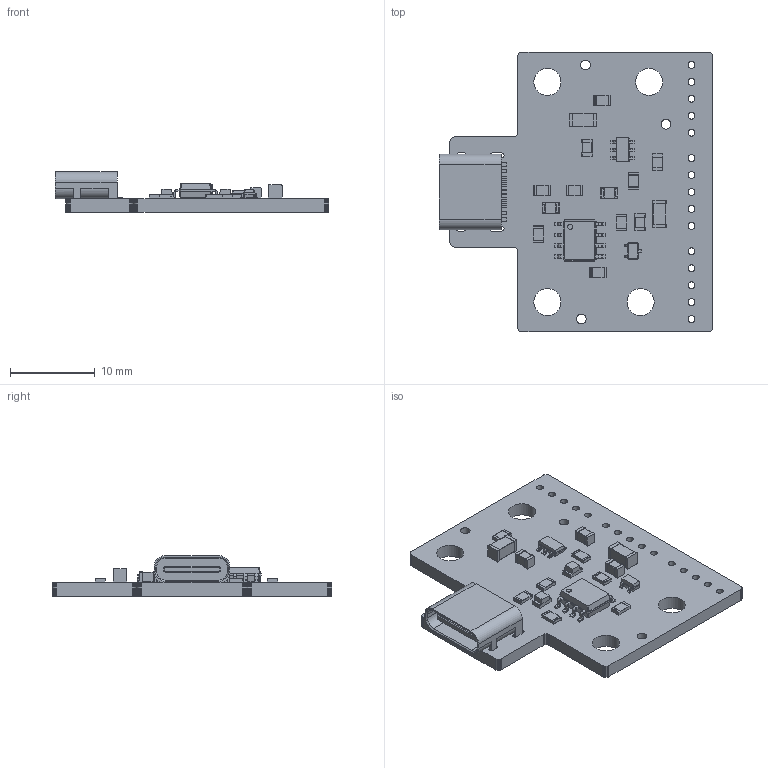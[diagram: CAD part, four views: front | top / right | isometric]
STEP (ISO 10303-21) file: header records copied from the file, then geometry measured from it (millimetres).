
FILE_DESCRIPTION(/* description */ (''),/* implementation_level */ '2;1');
FILE_NAME(/* name */ 'USB-C-3-way-splitter.step',/* time_stamp */ '2024-03-10T22:34:43-04:00',/* author */ (''),/* organization */ (''),/* preprocessor_version */ 'ST-DEVELOPER v20',/* originating_system */ 'Autodesk Translation Framework v12.20.1.177',/* authorisation */ '');
FILE_SCHEMA (('AUTOMOTIVE_DESIGN { 1 0 10303 214 3 1 1 }'));
Length unit declared in the file: millimetre
Products named in the file (17): USB-C-3-way-splitter; SOIC-8_3.9x4.9mm_P1.27mm; SOIC_8_39x49mm_P127mm; LED_0805_2012Metric (1); LED_0805_2012Metric; TSOT-23-6; TSOT_23_6; C_1206_3216Metric (1); C_1206_3216Metric; C_0805_2012Metric (1); C_0805_2012Metric; R_0805_2012Metric (1); R_0805_2012Metric; SOT-323_SC-70; SOT_323_SC_70; USB-C-3-way-splitter PCB; TYPE-C-31-M-12
Assembly tree (26 placements, depth 3):
  USB-C-3-way-splitter
    R_0805_2012Metric (1)  x7
      R_0805_2012Metric
    C_0805_2012Metric (1)  x3
      C_0805_2012Metric
    LED_0805_2012Metric (1)  x2
      LED_0805_2012Metric
    SOIC-8_3.9x4.9mm_P1.27mm
      SOIC_8_39x49mm_P127mm
    C_1206_3216Metric (1)  x2
      C_1206_3216Metric
    TSOT-23-6
      TSOT_23_6
    SOT-323_SC-70
      SOT_323_SC_70
    USB-C-3-way-splitter PCB
    TYPE-C-31-M-12
Bounding box: 32.25 x 33 x 4.81 mm (x, y, z)
Volume: 1475.6 mm3; surface area: 2725.2 mm2
Topology: 19 solids, 19 shells, 1076 faces, 2853 edges, 1832 vertices
Faces by surface type: plane 819, cylinder 247, cone 10
Full cylindrical faces by diameter (mm): 0.5 x2, 0.6 x1, 0.65 x2, 0.8 x15, 1.152 x3, 3.2 x4
Entity records: 25229 total; most frequent: CARTESIAN_POINT 4263, ORIENTED_EDGE 4192, DIRECTION 4088, EDGE_CURVE 2096, LINE 1762, VECTOR 1762, VERTEX_POINT 1338, AXIS2_PLACEMENT_3D 1163
